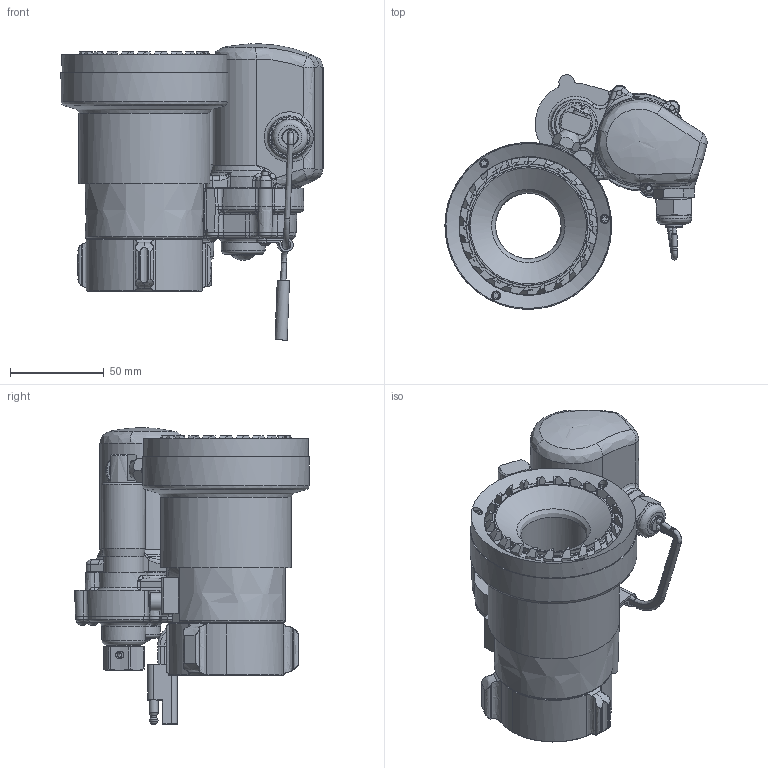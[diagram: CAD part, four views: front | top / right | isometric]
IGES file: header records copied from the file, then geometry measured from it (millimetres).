
Global section: file name: 5000_Nozzle.igs; preprocessor: I-DEAS 3D IGES Translator 15; date: 20121213.162548; units: inch
Bounding box: 139.72 x 125.17 x 157.98 mm (x, y, z)
Volume: 427346.3 mm3; surface area: 196989.3 mm2
Topology: 29 solids, 29 shells, 1275 faces, 3097 edges, 1957 vertices
Faces by surface type: bspline 1275
